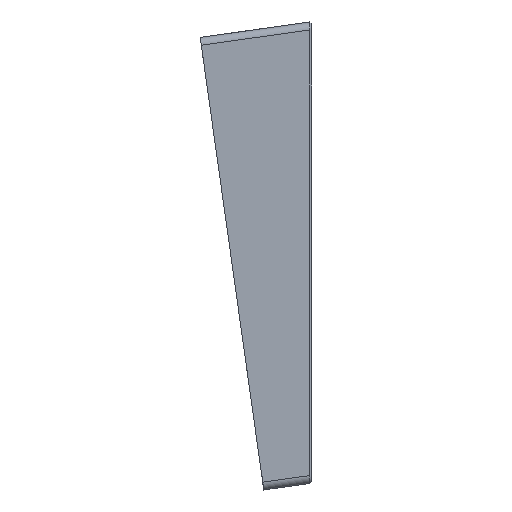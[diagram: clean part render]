
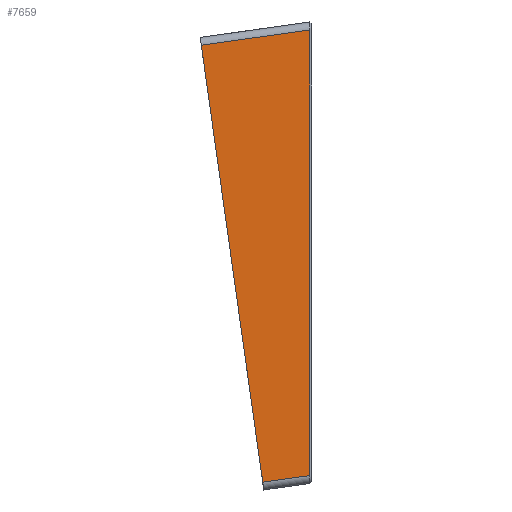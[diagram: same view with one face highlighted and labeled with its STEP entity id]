
A CAD part, left-side view. The second image highlights one B-rep face of the part: STEP entity #7659.
In plain terms, the highlighted face is planar.
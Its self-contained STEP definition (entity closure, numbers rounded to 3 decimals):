
#538=B_SPLINE_CURVE_WITH_KNOTS('',3,(#13564,#13565,#13566,#13567),
 .UNSPECIFIED.,.F.,.F.,(4,4),(-1.571,-1.536),
 .UNSPECIFIED.);
#932=FACE_OUTER_BOUND('',#1378,.T.);
#1378=EDGE_LOOP('',(#6931,#6932,#6933,#6934,#6935));
#2136=LINE('',#13545,#2921);
#2166=LINE('',#13714,#2951);
#2167=LINE('',#13717,#2952);
#2168=LINE('',#13718,#2953);
#2921=VECTOR('',#9621,10.);
#2951=VECTOR('',#9715,10.);
#2952=VECTOR('',#9718,10.);
#2953=VECTOR('',#9719,10.);
#3663=VERTEX_POINT('',#13512);
#3664=VERTEX_POINT('',#13544);
#3665=VERTEX_POINT('',#13563);
#3689=VERTEX_POINT('',#13712);
#3690=VERTEX_POINT('',#13716);
#4733=EDGE_CURVE('',#3663,#3664,#2136,.T.);
#4735=EDGE_CURVE('',#3664,#3665,#538,.T.);
#4781=EDGE_CURVE('',#3689,#3663,#2166,.T.);
#4782=EDGE_CURVE('',#3690,#3689,#2167,.T.);
#4783=EDGE_CURVE('',#3665,#3690,#2168,.T.);
#6931=ORIENTED_EDGE('',*,*,#4735,.F.);
#6932=ORIENTED_EDGE('',*,*,#4733,.F.);
#6933=ORIENTED_EDGE('',*,*,#4781,.F.);
#6934=ORIENTED_EDGE('',*,*,#4782,.F.);
#6935=ORIENTED_EDGE('',*,*,#4783,.F.);
#7261=PLANE('',#8098);
#7659=ADVANCED_FACE('',(#932),#7261,.T.);
#8098=AXIS2_PLACEMENT_3D('',#13715,#9716,#9717);
#9621=DIRECTION('',(0.,0.139,0.99));
#9715=DIRECTION('',(0.,-1.,0.));
#9716=DIRECTION('center_axis',(1.,0.,0.));
#9717=DIRECTION('ref_axis',(0.,-0.139,-0.99));
#9718=DIRECTION('',(0.,0.,-1.));
#9719=DIRECTION('',(0.,1.,0.));
#13512=CARTESIAN_POINT('',(305.778,10.129,131.107));
#13544=CARTESIAN_POINT('',(305.778,25.817,243.089));
#13545=CARTESIAN_POINT('',(305.778,21.776,214.242));
#13563=CARTESIAN_POINT('',(305.778,25.827,243.158));
#13564=CARTESIAN_POINT('Ctrl Pts',(305.778,25.817,243.089));
#13565=CARTESIAN_POINT('Ctrl Pts',(305.778,25.82,243.112));
#13566=CARTESIAN_POINT('Ctrl Pts',(305.778,25.824,243.135));
#13567=CARTESIAN_POINT('Ctrl Pts',(305.778,25.827,243.158));
#13712=CARTESIAN_POINT('',(305.778,37.887,131.107));
#13714=CARTESIAN_POINT('',(305.778,38.389,131.107));
#13715=CARTESIAN_POINT('Origin',(305.778,38.389,240.287));
#13716=CARTESIAN_POINT('',(305.778,37.89,243.158));
#13717=CARTESIAN_POINT('',(305.778,37.889,213.733));
#13718=CARTESIAN_POINT('',(305.778,38.389,243.158));
